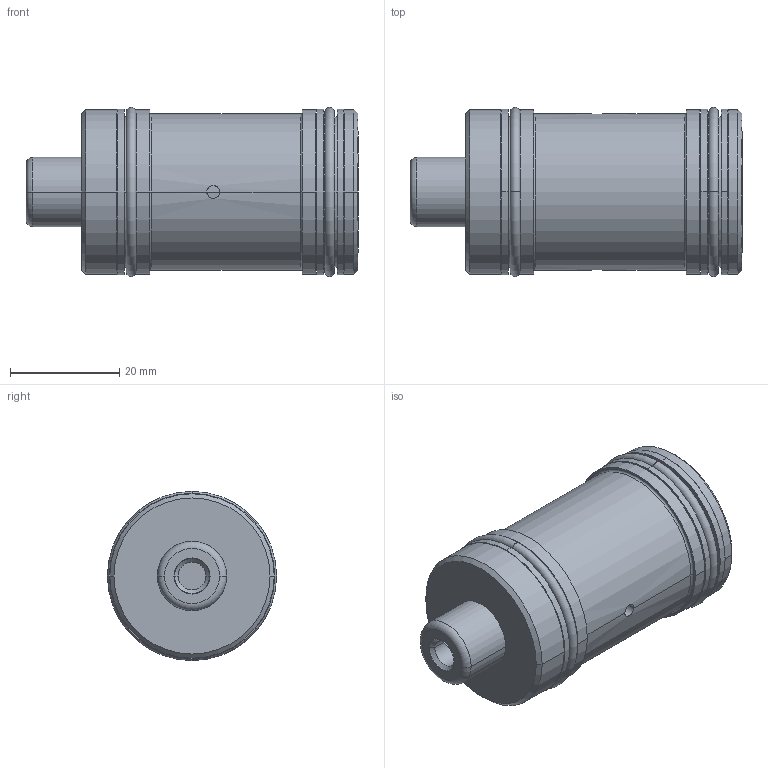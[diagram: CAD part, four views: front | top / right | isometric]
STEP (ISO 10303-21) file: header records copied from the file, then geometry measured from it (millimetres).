
FILE_DESCRIPTION((''),'2;1');
FILE_NAME('ILC21410921','2025-08-20T09:54:50',('BCoats'),(''),'CREO PARAMETRIC BY PTC INC, 2021164','CREO PARAMETRIC BY PTC INC, 2021164','');
FILE_SCHEMA(('AUTOMOTIVE_DESIGN { 1 0 10303 214 1 1 1 1 }'));
Length unit declared in the file: inch
Products named in the file (3): ILC21410921_BODY; ILC21410921_PLUNGER; ILC21410921
Assembly tree (2 placements, depth 2):
  ILC21410921
    ILC21410921_BODY
    ILC21410921_PLUNGER
Bounding box: 60.7 x 30.94 x 30.94 mm (x, y, z)
Volume: 28384.8 mm3; surface area: 14891.1 mm2
Topology: 2 solids, 3 shells, 91 faces, 198 edges, 126 vertices
Faces by surface type: cylinder 52, plane 23, torus 10, cone 6
Entity records: 3186 total; most frequent: CARTESIAN_POINT 611, DIRECTION 598, ORIENTED_EDGE 392, AXIS2_PLACEMENT_3D 259, EDGE_CURVE 198, CIRCLE 128, VERTEX_POINT 126, EDGE_LOOP 112
